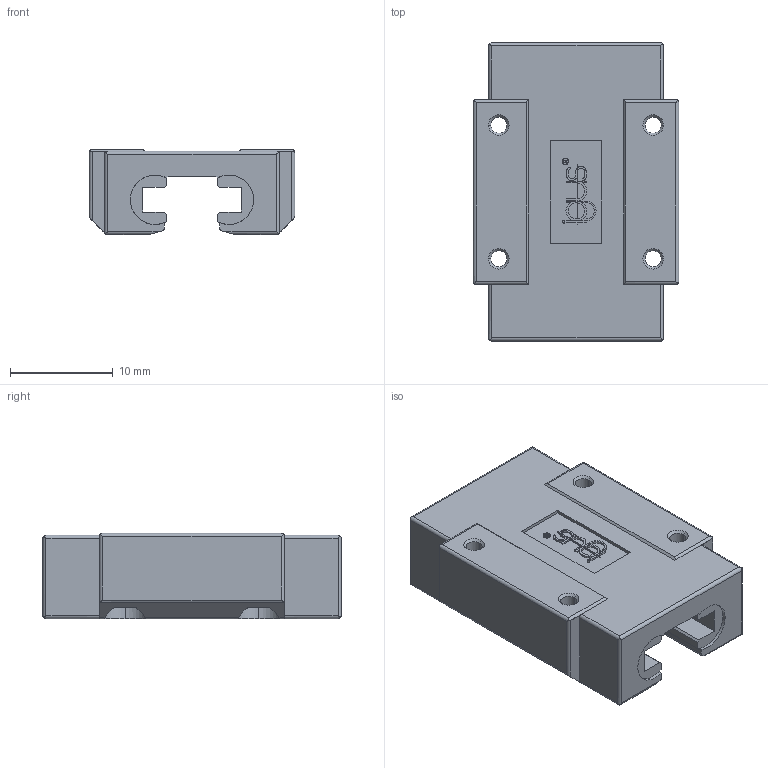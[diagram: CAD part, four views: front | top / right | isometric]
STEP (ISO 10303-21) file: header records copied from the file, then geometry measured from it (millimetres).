
FILE_DESCRIPTION(('STEP AP242'),'1');
FILE_NAME('tw-04-09.stp','2023-01-19T14:18:49',('TraceParts'),('TraceParts S.A.'),'Spatial InterOp 3D',' ',' ');
FILE_SCHEMA(('AP242_MANAGED_MODEL_BASED_3D_ENGINEERING_MIM_LF {1 0 10303 442 1 1 4}'));
Length unit declared in the file: millimetre
Products named in the file (1): tw-04-09_1
Bounding box: 20 x 29 x 8.3 mm (x, y, z)
Volume: 3078.8 mm3; surface area: 3563.1 mm2
Topology: 3 solids, 3 shells, 263 faces, 717 edges, 470 vertices
Faces by surface type: plane 144, cylinder 103, cone 16
Entity records: 14106 total; most frequent: CARTESIAN_POINT 1493, DIRECTION 1471, ORIENTED_EDGE 1434, STYLED_ITEM 983, PRESENTATION_STYLE_ASSIGNMENT 983, COLOUR_RGB 983, EDGE_CURVE 717, CURVE_STYLE 717
